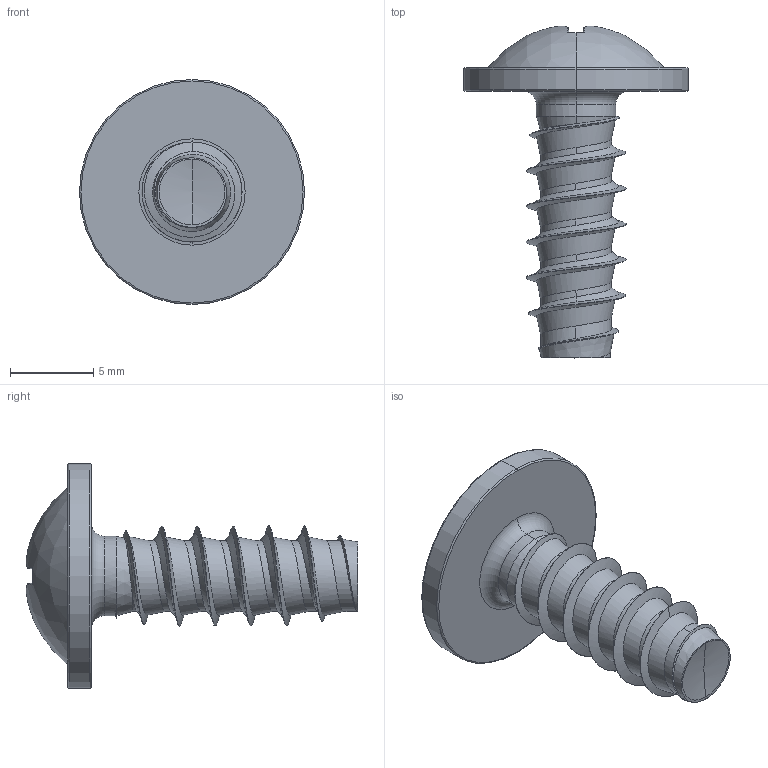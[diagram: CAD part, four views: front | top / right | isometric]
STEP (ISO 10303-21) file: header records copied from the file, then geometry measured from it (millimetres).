
FILE_DESCRIPTION (( 'STEP AP203' ), '1' );
FILE_NAME ('STP310600160.STEP', '2017-08-15T13:39:16', ( '' ), ( '' ), 'SwSTEP 2.0', 'SolidWorks 2015', '' );
FILE_SCHEMA (( 'CONFIG_CONTROL_DESIGN' ));
Length unit declared in the file: millimetre
Products named in the file (1): STP310600160
Bounding box: 13.5 x 19.91 x 13.5 mm (x, y, z)
Volume: 573.2 mm3; surface area: 720.7 mm2
Topology: 1 solids, 1 shells, 181 faces, 409 edges, 231 vertices
Faces by surface type: bspline 51, cylinder 40, torus 30, sphere 28, plane 23, cone 9
Entity records: 18119 total; most frequent: CARTESIAN_POINT 14376, ORIENTED_EDGE 814, DIRECTION 727, EDGE_CURVE 407, AXIS2_PLACEMENT_3D 327, VERTEX_POINT 231, CIRCLE 196, EDGE_LOOP 184
